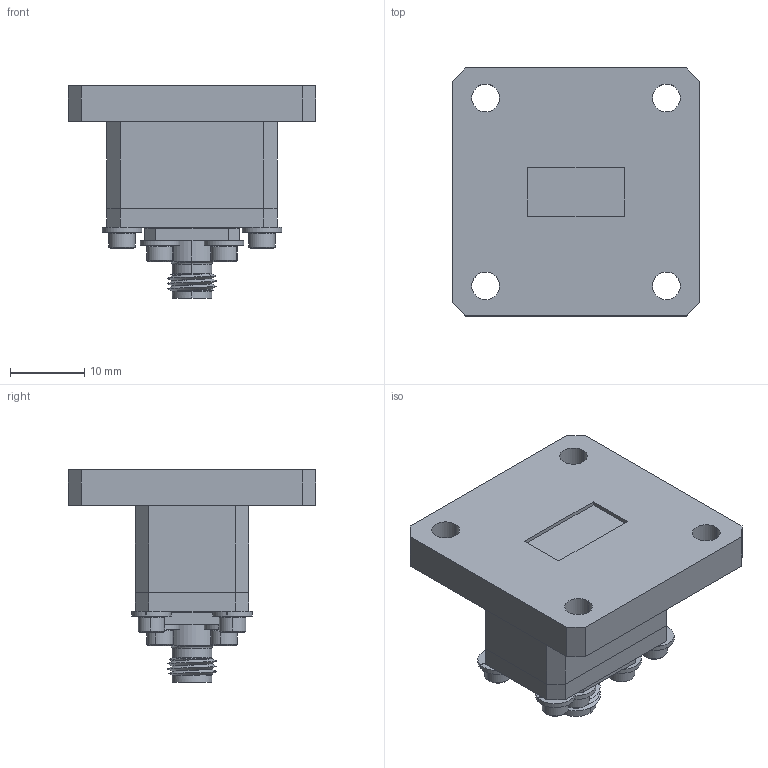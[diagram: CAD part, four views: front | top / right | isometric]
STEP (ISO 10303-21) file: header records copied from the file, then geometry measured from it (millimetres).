
FILE_DESCRIPTION (( 'STEP AP203' ), '1' );
FILE_NAME ('SWC-51KF-E1.STEP', '2018-11-02T19:32:21', ( '' ), ( '' ), 'SwSTEP 2.0', 'SolidWorks 2016', '' );
FILE_SCHEMA (( 'CONFIG_CONTROL_DESIGN' ));
Length unit declared in the file: inch
Products named in the file (1): SWC-51KF-E1
Bounding box: 33.32 x 33.32 x 28.57 mm (x, y, z)
Volume: 10553.3 mm3; surface area: 6834.3 mm2
Topology: 21 solids, 21 shells, 824 faces, 2101 edges, 1336 vertices
Faces by surface type: cylinder 500, plane 168, cone 136, bspline 18, torus 2
Entity records: 35378 total; most frequent: CARTESIAN_POINT 17803, ORIENTED_EDGE 4170, DIRECTION 3162, EDGE_CURVE 2085, VERTEX_POINT 1336, AXIS2_PLACEMENT_3D 1169, EDGE_LOOP 889, LINE 824
